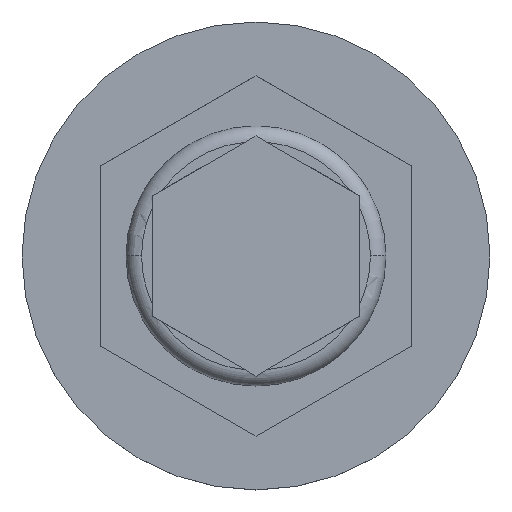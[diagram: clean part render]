
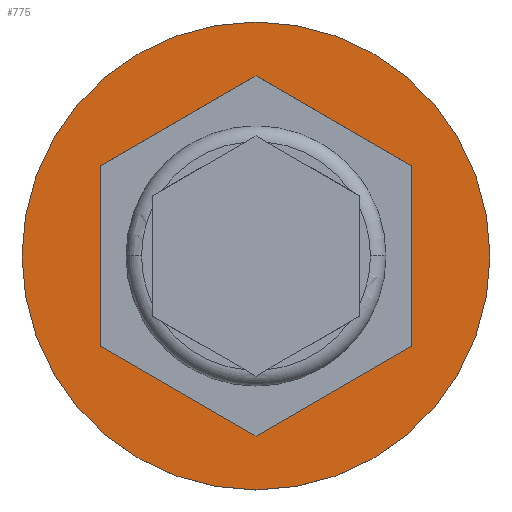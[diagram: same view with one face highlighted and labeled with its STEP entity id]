
A CAD part, top view. The second image highlights one B-rep face of the part: STEP entity #775.
In plain terms, the highlighted planar face has unit normal (0, 0, 1).
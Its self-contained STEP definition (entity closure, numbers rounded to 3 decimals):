
#5 = LINE ( 'NONE', #1582, #1403 ) ;
#45 = VERTEX_POINT ( 'NONE', #1518 ) ;
#53 = DIRECTION ( 'NONE',  ( 0., 0., 1. ) ) ;
#93 = CIRCLE ( 'NONE', #1032, 4.5 ) ;
#130 = CARTESIAN_POINT ( 'NONE',  ( 0., -3.464, 0. ) ) ;
#145 = DIRECTION ( 'NONE',  ( 1., 0., 0. ) ) ;
#146 = CARTESIAN_POINT ( 'NONE',  ( 3., 1.732, 0. ) ) ;
#161 = ORIENTED_EDGE ( 'NONE', *, *, #1431, .F. ) ;
#227 = LINE ( 'NONE', #861, #1238 ) ;
#289 = CARTESIAN_POINT ( 'NONE',  ( 0., 0., 0. ) ) ;
#305 = ORIENTED_EDGE ( 'NONE', *, *, #492, .F. ) ;
#306 = CARTESIAN_POINT ( 'NONE',  ( 0., 3.464, 0. ) ) ;
#311 = ORIENTED_EDGE ( 'NONE', *, *, #1722, .F. ) ;
#330 = PLANE ( 'NONE',  #1570 ) ;
#340 = EDGE_CURVE ( 'NONE', #1549, #710, #5, .T. ) ;
#365 = ORIENTED_EDGE ( 'NONE', *, *, #340, .F. ) ;
#378 = CARTESIAN_POINT ( 'NONE',  ( 0., -3.464, 0. ) ) ;
#408 = VECTOR ( 'NONE', #1412, 1000. ) ;
#412 = EDGE_CURVE ( 'NONE', #1277, #1460, #227, .T. ) ;
#476 = AXIS2_PLACEMENT_3D ( 'NONE', #1790, #881, #1346 ) ;
#492 = EDGE_CURVE ( 'NONE', #1018, #1277, #592, .T. ) ;
#514 = CARTESIAN_POINT ( 'NONE',  ( -3., -1.732, 0. ) ) ;
#542 = FACE_OUTER_BOUND ( 'NONE', #867, .T. ) ;
#584 = LINE ( 'NONE', #130, #408 ) ;
#592 = LINE ( 'NONE', #306, #676 ) ;
#632 = EDGE_CURVE ( 'NONE', #710, #1018, #1233, .T. ) ;
#661 = DIRECTION ( 'NONE',  ( 0.866, -0.5, 0. ) ) ;
#671 = DIRECTION ( 'NONE',  ( 1., 0., 0. ) ) ;
#676 = VECTOR ( 'NONE', #1704, 1000. ) ;
#697 = VERTEX_POINT ( 'NONE', #953 ) ;
#710 = VERTEX_POINT ( 'NONE', #1087 ) ;
#775 = ADVANCED_FACE ( 'NONE', ( #1531, #542 ), #330, .T. ) ;
#780 = DIRECTION ( 'NONE',  ( 0., 1., 0. ) ) ;
#861 = CARTESIAN_POINT ( 'NONE',  ( -3., 1.732, 0. ) ) ;
#867 = EDGE_LOOP ( 'NONE', ( #1487, #1840 ) ) ;
#881 = DIRECTION ( 'NONE',  ( 0., 0., 1. ) ) ;
#948 = CARTESIAN_POINT ( 'NONE',  ( -3., 1.732, 0. ) ) ;
#953 = CARTESIAN_POINT ( 'NONE',  ( 4.5, 0., 0. ) ) ;
#1018 = VERTEX_POINT ( 'NONE', #1023 ) ;
#1023 = CARTESIAN_POINT ( 'NONE',  ( 0., 3.464, 0. ) ) ;
#1032 = AXIS2_PLACEMENT_3D ( 'NONE', #1136, #53, #671 ) ;
#1044 = EDGE_LOOP ( 'NONE', ( #1580, #365, #161, #311, #1581, #305 ) ) ;
#1087 = CARTESIAN_POINT ( 'NONE',  ( 3., 1.732, 0. ) ) ;
#1136 = CARTESIAN_POINT ( 'NONE',  ( 0., 0., 0. ) ) ;
#1181 = DIRECTION ( 'NONE',  ( 0., -1., 0. ) ) ;
#1233 = LINE ( 'NONE', #146, #1667 ) ;
#1238 = VECTOR ( 'NONE', #1181, 1000. ) ;
#1277 = VERTEX_POINT ( 'NONE', #948 ) ;
#1338 = CIRCLE ( 'NONE', #476, 4.5 ) ;
#1346 = DIRECTION ( 'NONE',  ( 1., 0., 0. ) ) ;
#1359 = EDGE_CURVE ( 'NONE', #45, #697, #93, .T. ) ;
#1403 = VECTOR ( 'NONE', #780, 1000. ) ;
#1412 = DIRECTION ( 'NONE',  ( 0.866, 0.5, 0. ) ) ;
#1423 = CARTESIAN_POINT ( 'NONE',  ( -3., -1.732, 0. ) ) ;
#1431 = EDGE_CURVE ( 'NONE', #1792, #1549, #584, .T. ) ;
#1460 = VERTEX_POINT ( 'NONE', #1423 ) ;
#1487 = ORIENTED_EDGE ( 'NONE', *, *, #1617, .T. ) ;
#1518 = CARTESIAN_POINT ( 'NONE',  ( -4.5, 0., 0. ) ) ;
#1531 = FACE_BOUND ( 'NONE', #1044, .T. ) ;
#1549 = VERTEX_POINT ( 'NONE', #1584 ) ;
#1570 = AXIS2_PLACEMENT_3D ( 'NONE', #289, #1854, #145 ) ;
#1578 = DIRECTION ( 'NONE',  ( -0.866, 0.5, 0. ) ) ;
#1580 = ORIENTED_EDGE ( 'NONE', *, *, #632, .F. ) ;
#1581 = ORIENTED_EDGE ( 'NONE', *, *, #412, .F. ) ;
#1582 = CARTESIAN_POINT ( 'NONE',  ( 3., -1.732, 0. ) ) ;
#1584 = CARTESIAN_POINT ( 'NONE',  ( 3., -1.732, 0. ) ) ;
#1617 = EDGE_CURVE ( 'NONE', #697, #45, #1338, .T. ) ;
#1667 = VECTOR ( 'NONE', #1578, 1000. ) ;
#1704 = DIRECTION ( 'NONE',  ( -0.866, -0.5, 0. ) ) ;
#1722 = EDGE_CURVE ( 'NONE', #1460, #1792, #1936, .T. ) ;
#1790 = CARTESIAN_POINT ( 'NONE',  ( 0., 0., 0. ) ) ;
#1792 = VERTEX_POINT ( 'NONE', #378 ) ;
#1840 = ORIENTED_EDGE ( 'NONE', *, *, #1359, .T. ) ;
#1854 = DIRECTION ( 'NONE',  ( 0., 0., 1. ) ) ;
#1936 = LINE ( 'NONE', #514, #1963 ) ;
#1963 = VECTOR ( 'NONE', #661, 1000. ) ;
